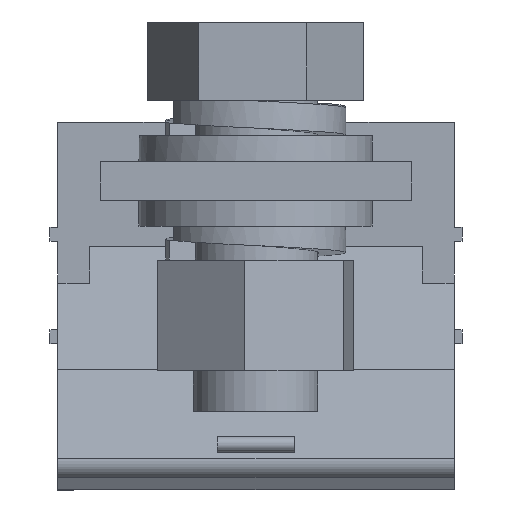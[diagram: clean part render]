
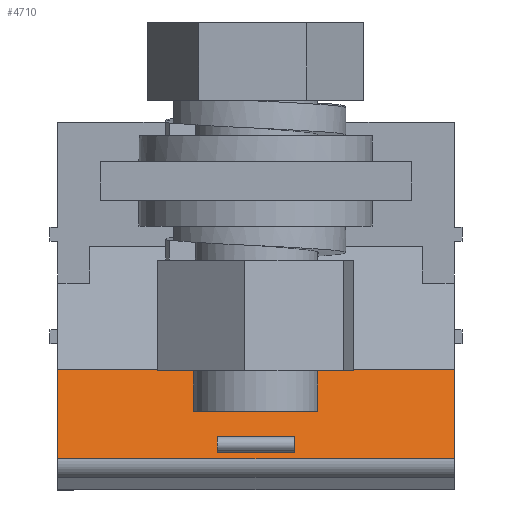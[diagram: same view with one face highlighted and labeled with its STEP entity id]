
A CAD part, front view. The second image highlights one B-rep face of the part: STEP entity #4710.
In plain terms, the highlighted planar face has unit normal (0, -0.966, 0.259).
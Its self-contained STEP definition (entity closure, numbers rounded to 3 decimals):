
#930=ORIENTED_EDGE('',*,*,#1371,.F.);
#931=ORIENTED_EDGE('',*,*,#1367,.T.);
#932=ORIENTED_EDGE('',*,*,#1373,.F.);
#933=ORIENTED_EDGE('',*,*,#1364,.F.);
#934=ORIENTED_EDGE('',*,*,#1318,.F.);
#935=ORIENTED_EDGE('',*,*,#1303,.F.);
#936=ORIENTED_EDGE('',*,*,#1320,.T.);
#937=ORIENTED_EDGE('',*,*,#1311,.F.);
#938=ORIENTED_EDGE('',*,*,#1422,.F.);
#939=ORIENTED_EDGE('',*,*,#1527,.T.);
#940=ORIENTED_EDGE('',*,*,#1388,.T.);
#941=ORIENTED_EDGE('',*,*,#1381,.F.);
#1303=EDGE_CURVE('',#1720,#1721,#2052,.T.);
#1311=EDGE_CURVE('',#1727,#1729,#2058,.T.);
#1318=EDGE_CURVE('',#1721,#1727,#2063,.T.);
#1320=EDGE_CURVE('',#1720,#1729,#2064,.T.);
#1364=EDGE_CURVE('',#1762,#1763,#2105,.T.);
#1367=EDGE_CURVE('',#1765,#1766,#2107,.T.);
#1371=EDGE_CURVE('',#1765,#1762,#2110,.T.);
#1373=EDGE_CURVE('',#1763,#1766,#2112,.T.);
#1381=EDGE_CURVE('',#1775,#1776,#2120,.T.);
#1388=EDGE_CURVE('',#1782,#1776,#2127,.T.);
#1422=EDGE_CURVE('',#1813,#1775,#2154,.T.);
#1527=EDGE_CURVE('',#1813,#1782,#2256,.T.);
#1720=VERTEX_POINT('',#6699);
#1721=VERTEX_POINT('',#6701);
#1727=VERTEX_POINT('',#6715);
#1729=VERTEX_POINT('',#6718);
#1762=VERTEX_POINT('',#6824);
#1763=VERTEX_POINT('',#6826);
#1765=VERTEX_POINT('',#6832);
#1766=VERTEX_POINT('',#6833);
#1775=VERTEX_POINT('',#6860);
#1776=VERTEX_POINT('',#6862);
#1782=VERTEX_POINT('',#6876);
#1813=VERTEX_POINT('',#6941);
#2052=LINE('',#6700,#2443);
#2058=LINE('',#6717,#2449);
#2063=LINE('',#6731,#2454);
#2064=LINE('',#6734,#2455);
#2105=LINE('',#6825,#2496);
#2107=LINE('',#6831,#2498);
#2110=LINE('',#6840,#2501);
#2112=LINE('',#6843,#2503);
#2120=LINE('',#6861,#2511);
#2127=LINE('',#6875,#2518);
#2154=LINE('',#6942,#2545);
#2256=LINE('',#7144,#2647);
#2443=VECTOR('',#5354,1000.);
#2449=VECTOR('',#5366,1000.);
#2454=VECTOR('',#5377,1000.);
#2455=VECTOR('',#5382,1000.);
#2496=VECTOR('',#5467,1000.);
#2498=VECTOR('',#5473,1000.);
#2501=VECTOR('',#5480,1000.);
#2503=VECTOR('',#5484,1000.);
#2511=VECTOR('',#5498,1000.);
#2518=VECTOR('',#5507,1000.);
#2545=VECTOR('',#5550,1000.);
#2647=VECTOR('',#5722,1000.);
#2864=EDGE_LOOP('',(#930,#931,#932,#933));
#2865=EDGE_LOOP('',(#934,#935,#936,#937));
#2866=EDGE_LOOP('',(#938,#939,#940,#941));
#3087=FACE_BOUND('',#2864,.T.);
#3088=FACE_BOUND('',#2865,.T.);
#3089=FACE_BOUND('',#2866,.T.);
#3241=PLANE('',#4944);
#4710=ADVANCED_FACE('',(#3087,#3088,#3089),#3241,.T.);
#4944=AXIS2_PLACEMENT_3D('',#7143,#5720,#5721);
#5354=DIRECTION('',(1.,0.,0.));
#5366=DIRECTION('',(-1.,0.,0.));
#5377=DIRECTION('',(0.,0.259,0.966));
#5382=DIRECTION('',(0.,0.259,0.966));
#5467=DIRECTION('',(0.,0.259,0.966));
#5473=DIRECTION('',(0.,0.259,0.966));
#5480=DIRECTION('',(1.,0.,0.));
#5484=DIRECTION('',(-1.,0.,0.));
#5498=DIRECTION('',(1.,0.,0.));
#5507=DIRECTION('',(0.,0.259,0.966));
#5550=DIRECTION('',(0.,0.259,0.966));
#5720=DIRECTION('',(0.,-0.966,0.259));
#5721=DIRECTION('',(0.,-0.259,-0.966));
#5722=DIRECTION('',(1.,0.,0.));
#6699=CARTESIAN_POINT('',(-4.701,-2.38,9.712));
#6700=CARTESIAN_POINT('',(-4.701,-2.38,9.712));
#6701=CARTESIAN_POINT('',(5.299,-2.38,9.712));
#6715=CARTESIAN_POINT('',(5.299,-1.844,11.712));
#6717=CARTESIAN_POINT('',(-4.701,-1.844,11.712));
#6718=CARTESIAN_POINT('',(-4.701,-1.844,11.712));
#6731=CARTESIAN_POINT('',(5.299,-0.761,15.755));
#6734=CARTESIAN_POINT('',(-4.701,-0.761,15.755));
#6824=CARTESIAN_POINT('',(5.299,-0.237,17.712));
#6825=CARTESIAN_POINT('',(5.299,-0.761,15.755));
#6826=CARTESIAN_POINT('',(5.299,0.299,19.712));
#6831=CARTESIAN_POINT('',(-4.701,-0.761,15.755));
#6832=CARTESIAN_POINT('',(-4.701,-0.237,17.712));
#6833=CARTESIAN_POINT('',(-4.701,0.299,19.712));
#6840=CARTESIAN_POINT('',(-4.701,-0.237,17.712));
#6843=CARTESIAN_POINT('',(-4.701,0.299,19.712));
#6860=CARTESIAN_POINT('',(-25.201,0.46,20.312));
#6861=CARTESIAN_POINT('',(-25.201,0.46,20.312));
#6862=CARTESIAN_POINT('',(25.799,0.46,20.312));
#6875=CARTESIAN_POINT('',(25.799,-2.598,8.897));
#6876=CARTESIAN_POINT('',(25.799,-2.598,8.897));
#6941=CARTESIAN_POINT('',(-25.201,-2.598,8.897));
#6942=CARTESIAN_POINT('',(-25.201,-2.598,8.897));
#7143=CARTESIAN_POINT('',(18.801,0.,18.595));
#7144=CARTESIAN_POINT('',(18.801,-2.598,8.897));
